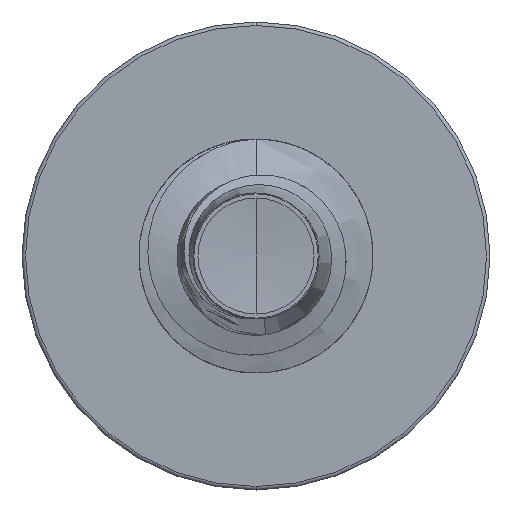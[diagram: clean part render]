
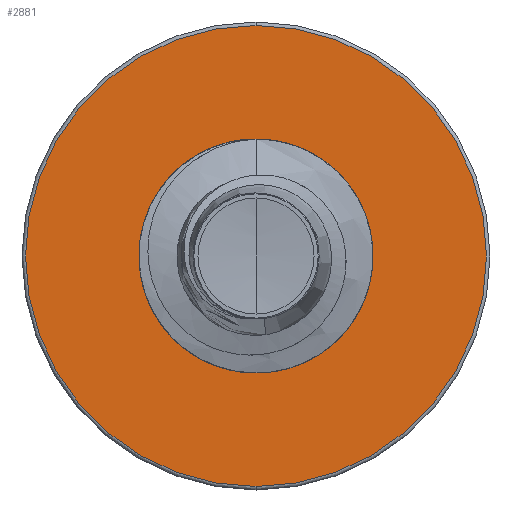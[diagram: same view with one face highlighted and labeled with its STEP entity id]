
A CAD part, front view. The second image highlights one B-rep face of the part: STEP entity #2881.
In plain terms, the highlighted planar face has unit normal (0, -1, 0).
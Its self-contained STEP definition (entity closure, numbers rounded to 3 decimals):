
#234 = EDGE_LOOP ( 'NONE', ( #7681, #24724 ) ) ;
#294 = DIRECTION ( 'NONE',  ( 0., 0., 1. ) ) ;
#1364 = CIRCLE ( 'NONE', #1585, 4.925 ) ;
#1585 = AXIS2_PLACEMENT_3D ( 'NONE', #27068, #16531, #294 ) ;
#1621 = AXIS2_PLACEMENT_3D ( 'NONE', #9088, #24025, #11734 ) ;
#1927 = AXIS2_PLACEMENT_3D ( 'NONE', #24807, #13025, #26389 ) ;
#2686 = VERTEX_POINT ( 'NONE', #5643 ) ;
#2691 = FACE_BOUND ( 'NONE', #234, .T. ) ;
#2881 = ADVANCED_FACE ( 'NONE', ( #3249, #2691 ), #4650, .F. ) ;
#3249 = FACE_OUTER_BOUND ( 'NONE', #12356, .T. ) ;
#3272 = AXIS2_PLACEMENT_3D ( 'NONE', #23920, #11548, #25421 ) ;
#4243 = CIRCLE ( 'NONE', #1927, 2.415 ) ;
#4568 = DIRECTION ( 'NONE',  ( 0., 0., 1. ) ) ;
#4596 = DIRECTION ( 'NONE',  ( 0., 1., 0. ) ) ;
#4650 = PLANE ( 'NONE',  #23756 ) ;
#4694 = CARTESIAN_POINT ( 'NONE',  ( 0., 25., -2.415 ) ) ;
#5643 = CARTESIAN_POINT ( 'NONE',  ( 0., 25., -4.925 ) ) ;
#7681 = ORIENTED_EDGE ( 'NONE', *, *, #25740, .T. ) ;
#8155 = CARTESIAN_POINT ( 'NONE',  ( 0., 25., 2.415 ) ) ;
#9088 = CARTESIAN_POINT ( 'NONE',  ( 0., 25., 0. ) ) ;
#10749 = CARTESIAN_POINT ( 'NONE',  ( 0., 25., -2.415 ) ) ;
#11548 = DIRECTION ( 'NONE',  ( 0., 1., 0. ) ) ;
#11734 = DIRECTION ( 'NONE',  ( 0., 0., 1. ) ) ;
#12356 = EDGE_LOOP ( 'NONE', ( #19695, #24265 ) ) ;
#12748 = VERTEX_POINT ( 'NONE', #10749 ) ;
#13025 = DIRECTION ( 'NONE',  ( 0., 1., 0. ) ) ;
#13888 = VERTEX_POINT ( 'NONE', #18462 ) ;
#16531 = DIRECTION ( 'NONE',  ( 0., 1., 0. ) ) ;
#18462 = CARTESIAN_POINT ( 'NONE',  ( 0., 25., 4.925 ) ) ;
#19695 = ORIENTED_EDGE ( 'NONE', *, *, #24274, .F. ) ;
#23756 = AXIS2_PLACEMENT_3D ( 'NONE', #4694, #4596, #4568 ) ;
#23920 = CARTESIAN_POINT ( 'NONE',  ( 0., 25., 0. ) ) ;
#24025 = DIRECTION ( 'NONE',  ( 0., 1., 0. ) ) ;
#24265 = ORIENTED_EDGE ( 'NONE', *, *, #25766, .F. ) ;
#24274 = EDGE_CURVE ( 'NONE', #13888, #2686, #26571, .T. ) ;
#24724 = ORIENTED_EDGE ( 'NONE', *, *, #25487, .T. ) ;
#24807 = CARTESIAN_POINT ( 'NONE',  ( 0., 25., 0. ) ) ;
#25421 = DIRECTION ( 'NONE',  ( 0., 0., 1. ) ) ;
#25487 = EDGE_CURVE ( 'NONE', #12748, #27177, #4243, .T. ) ;
#25552 = CIRCLE ( 'NONE', #1621, 2.415 ) ;
#25740 = EDGE_CURVE ( 'NONE', #27177, #12748, #25552, .T. ) ;
#25766 = EDGE_CURVE ( 'NONE', #2686, #13888, #1364, .T. ) ;
#26389 = DIRECTION ( 'NONE',  ( 0., 0., 1. ) ) ;
#26571 = CIRCLE ( 'NONE', #3272, 4.925 ) ;
#27068 = CARTESIAN_POINT ( 'NONE',  ( 0., 25., 0. ) ) ;
#27177 = VERTEX_POINT ( 'NONE', #8155 ) ;
